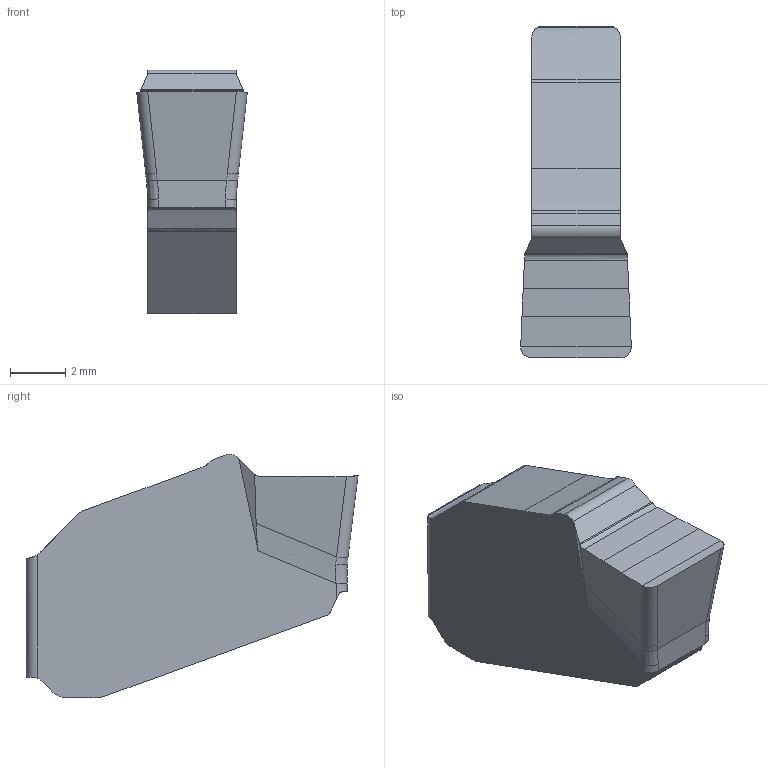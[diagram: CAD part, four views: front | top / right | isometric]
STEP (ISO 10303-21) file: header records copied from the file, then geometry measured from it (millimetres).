
FILE_DESCRIPTION(/* description */ (''),/* implementation_level */ '2;1');
FILE_NAME(/* name */ 'aaa339955_a.stp',/* time_stamp */ '2019-09-27T15:33:13+02:00',/* author */ (''),/* organization */ ('SMS'),/* preprocessor_version */ 'ST-DEVELOPER v16.7',/* originating_system */ 'SIEMENS PLM Software NX 12.0',/* authorisation */ '');
FILE_SCHEMA (('AUTOMOTIVE_DESIGN { 1 0 10303 214 3 1 1 1 }'));
Length unit declared in the file: millimetre
Products named in the file (1): AAA339955_A
Bounding box: 4 x 12 x 8.81 mm (x, y, z)
Volume: 236.1 mm3; surface area: 258.1 mm2
Topology: 1 solids, 1 shells, 45 faces, 126 edges, 85 vertices
Faces by surface type: plane 18, cylinder 15, extrusion 8, bspline 4
Entity records: 1942 total; most frequent: CARTESIAN_POINT 782, ORIENTED_EDGE 250, DIRECTION 201, EDGE_CURVE 125, VERTEX_POINT 82, VECTOR 73, LINE 65, AXIS2_PLACEMENT_3D 64
